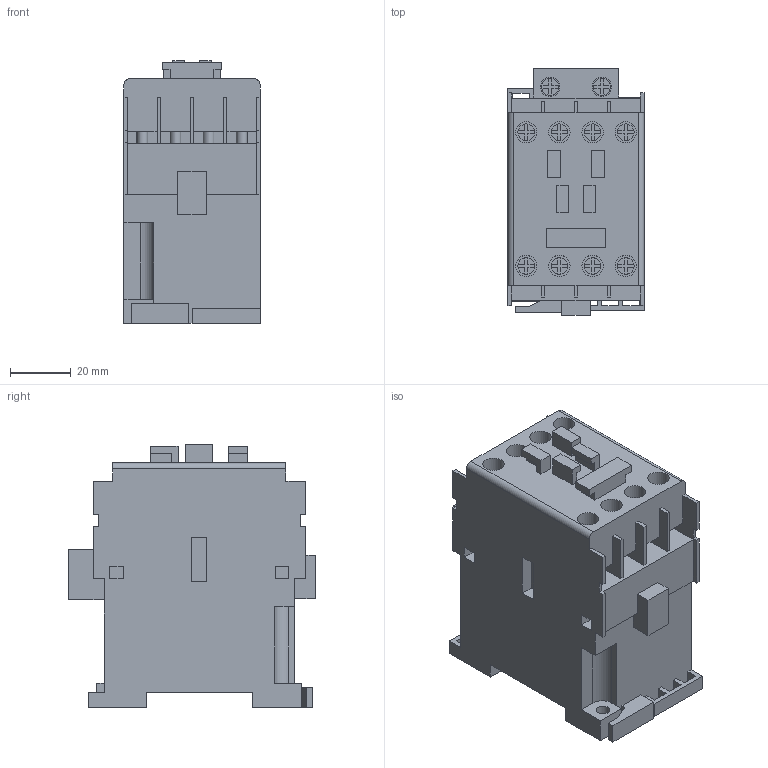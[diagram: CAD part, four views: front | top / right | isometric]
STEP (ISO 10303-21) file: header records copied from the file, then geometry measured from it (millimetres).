
FILE_DESCRIPTION((''),'2;1');
FILE_NAME('100-C_BG_0.stp','2009-11-30T14:33:48',('User'),( 'SDRC'),'I-DEAS Master Series 9','UNIX','Yes');
FILE_SCHEMA(('AUTOMOTIVE_DESIGN { 1 0 10303 214 1 1 1 1 }'));
Length unit declared in the file: millimetre
Products named in the file (1): 100-C BG 0
Bounding box: 44.8 x 81.2 x 86.5 mm (x, y, z)
Volume: 214807.9 mm3; surface area: 34037.4 mm2
Topology: 1 solids, 1 shells, 396 faces, 1144 edges, 820 vertices
Faces by surface type: plane 360, cylinder 36
Full cylindrical faces by diameter (mm): 3.5 x10, 4.5 x2, 5.5 x10, 6.4 x2, 7 x8
Entity records: 12910 total; most frequent: CARTESIAN_POINT 2318, ORIENTED_EDGE 2198, DIRECTION 2091, EDGE_CURVE 1099, VECTOR 989, LINE 989, VERTEX_POINT 732, AXIS2_PLACEMENT_3D 551
